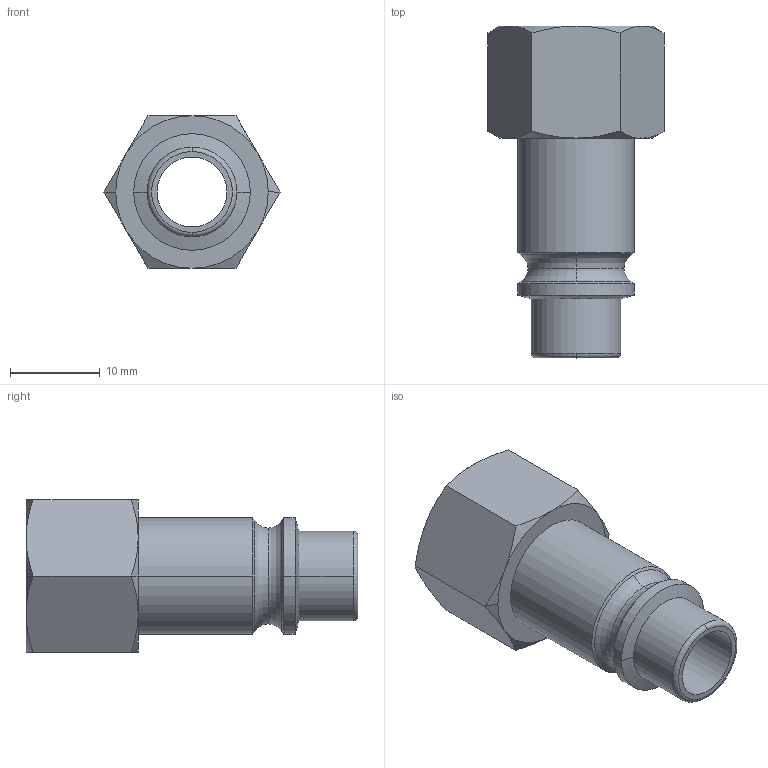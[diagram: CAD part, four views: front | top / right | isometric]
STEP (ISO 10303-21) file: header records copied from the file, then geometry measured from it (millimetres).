
FILE_DESCRIPTION(('STEP AP214'),'1');
FILE_NAME('esac_14_nis.stp','2020-03-05T09:33:20',('TraceParts'),('TraceParts S.A.'),'Spatial InterOp 3D',' ',' ');
FILE_SCHEMA(('automotive_design'));
Length unit declared in the file: millimetre
Products named in the file (1): 1
Bounding box: 19.63 x 37 x 17 mm (x, y, z)
Volume: 3575.6 mm3; surface area: 3054.7 mm2
Topology: 1 solids, 1 shells, 50 faces, 111 edges, 65 vertices
Faces by surface type: cone 24, cylinder 10, plane 10, torus 6
Entity records: 1822 total; most frequent: CARTESIAN_POINT 323, DIRECTION 248, ORIENTED_EDGE 222, EDGE_CURVE 111, AXIS2_PLACEMENT_3D 110, VERTEX_POINT 65, CIRCLE 59, EDGE_LOOP 54
